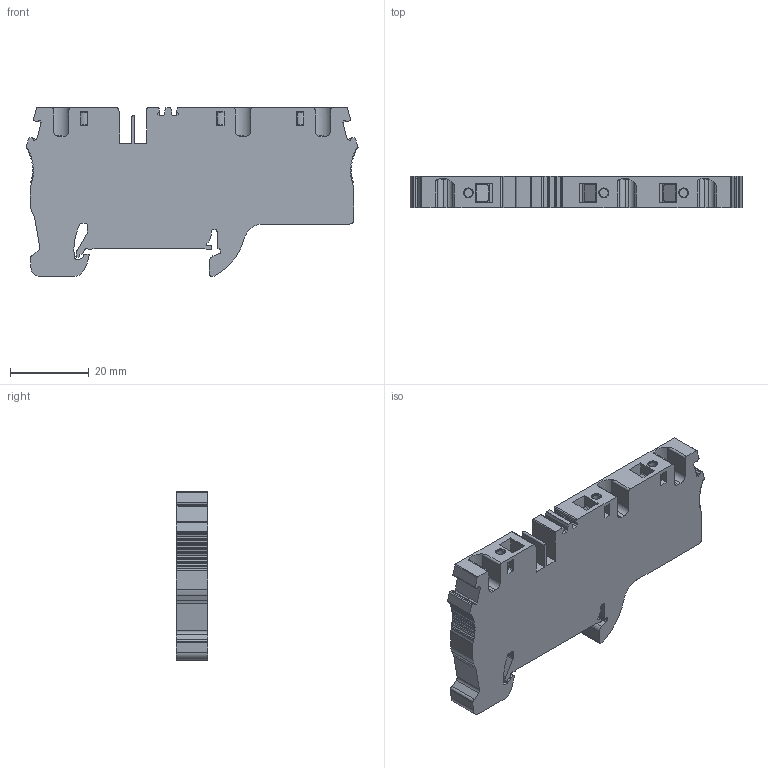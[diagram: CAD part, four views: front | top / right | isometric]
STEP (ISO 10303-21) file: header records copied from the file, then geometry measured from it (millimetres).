
FILE_DESCRIPTION(/* description */ ('Unknown'),/* implementation_level */ '2;1');
FILE_NAME(/* name */ 'SQ6-1X2_3D-SOLID',/* time_stamp */ '2025-08-05T12:10:34+06:00',/* author */ ('Unknown'),/* organization */ ('Unknown'),/* preprocessor_version */ 'ST-DEVELOPER v16.7',/* originating_system */ 'Solid Edge',/* authorisation */ 'Unknown');
FILE_SCHEMA (('AUTOMOTIVE_DESIGN {1 0 10303 214 3 1 1}'));
Length unit declared in the file: millimetre
Products named in the file (1): SQ6-1X2_3D-SOLID
Bounding box: 84.59 x 8 x 42.9 mm (x, y, z)
Volume: 21151.5 mm3; surface area: 9166.7 mm2
Topology: 1 solids, 1 shells, 497 faces, 1363 edges, 879 vertices
Faces by surface type: plane 233, cylinder 219, sphere 22, bspline 20, cone 3
Full cylindrical faces by diameter (mm): 2.2 x3, 2.5 x3
Entity records: 19354 total; most frequent: CARTESIAN_POINT 3029, DIRECTION 2761, ORIENTED_EDGE 2680, EDGE_CURVE 1340, AXIS2_PLACEMENT_3D 970, VERTEX_POINT 876, LINE 821, VECTOR 821
